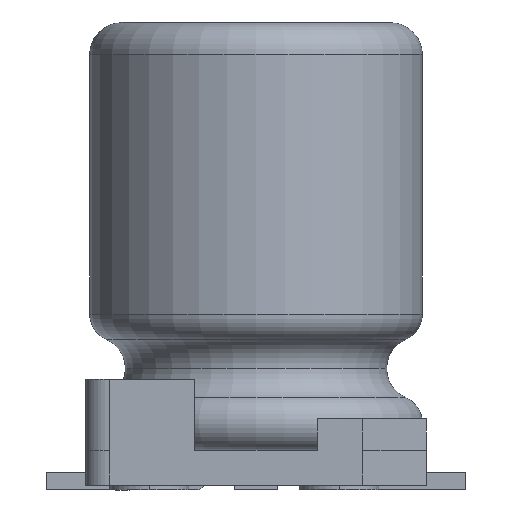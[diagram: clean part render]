
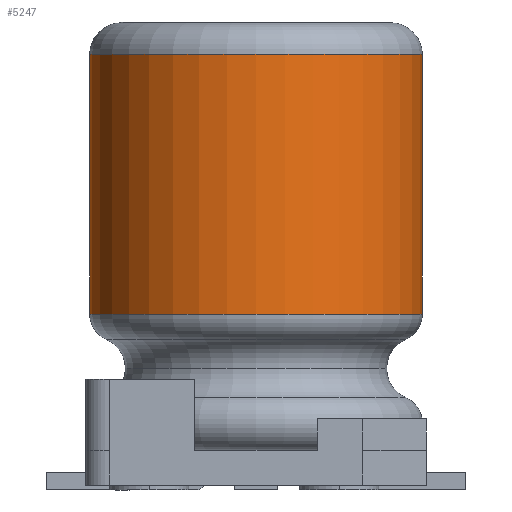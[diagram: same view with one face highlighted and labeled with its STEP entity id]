
A CAD part, front view. The second image highlights one B-rep face of the part: STEP entity #5247.
In plain terms, the highlighted cylindrical face has radius 2.1 mm (diameter 4.2 mm), a partial arc.
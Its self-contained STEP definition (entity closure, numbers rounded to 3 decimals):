
#537 = DIRECTION ( 'NONE',  ( 0., 0., 1. ) ) ;
#776 = VERTEX_POINT ( 'NONE', #12663 ) ;
#1536 = ORIENTED_EDGE ( 'NONE', *, *, #11886, .F. ) ;
#1622 = EDGE_CURVE ( 'NONE', #10770, #13516, #1717, .T. ) ;
#1717 = CIRCLE ( 'NONE', #2864, 2.1 ) ;
#2469 = VECTOR ( 'NONE', #7947, 1000. ) ;
#2691 = CYLINDRICAL_SURFACE ( 'NONE', #11174, 2.1 ) ;
#2776 = CARTESIAN_POINT ( 'NONE',  ( 0., 0., 0. ) ) ;
#2864 = AXIS2_PLACEMENT_3D ( 'NONE', #5222, #13233, #537 ) ;
#3014 = DIRECTION ( 'NONE',  ( 1., 0., 0. ) ) ;
#3917 = ORIENTED_EDGE ( 'NONE', *, *, #3945, .T. ) ;
#3945 = EDGE_CURVE ( 'NONE', #776, #6951, #6534, .T. ) ;
#4011 = CARTESIAN_POINT ( 'NONE',  ( 0.4, 0., -2.1 ) ) ;
#4212 = EDGE_LOOP ( 'NONE', ( #1536, #4497, #7323, #3917 ) ) ;
#4386 = CARTESIAN_POINT ( 'NONE',  ( 0.4, 0., 0. ) ) ;
#4497 = ORIENTED_EDGE ( 'NONE', *, *, #1622, .T. ) ;
#5073 = DIRECTION ( 'NONE',  ( 0., 0., 1. ) ) ;
#5222 = CARTESIAN_POINT ( 'NONE',  ( 3.679, 0., 0. ) ) ;
#5247 = ADVANCED_FACE ( 'NONE', ( #6549 ), #2691, .T. ) ;
#6466 = CARTESIAN_POINT ( 'NONE',  ( 3.679, 0., -2.1 ) ) ;
#6534 = CIRCLE ( 'NONE', #10732, 2.1 ) ;
#6549 = FACE_OUTER_BOUND ( 'NONE', #4212, .T. ) ;
#6906 = DIRECTION ( 'NONE',  ( -1., 0., 0. ) ) ;
#6951 = VERTEX_POINT ( 'NONE', #4011 ) ;
#7323 = ORIENTED_EDGE ( 'NONE', *, *, #7733, .T. ) ;
#7575 = DIRECTION ( 'NONE',  ( -1., 0., 0. ) ) ;
#7733 = EDGE_CURVE ( 'NONE', #13516, #776, #8654, .T. ) ;
#7947 = DIRECTION ( 'NONE',  ( -1., 0., 0. ) ) ;
#8079 = CARTESIAN_POINT ( 'NONE',  ( 0., 0., 2.1 ) ) ;
#8654 = LINE ( 'NONE', #8079, #2469 ) ;
#9064 = CARTESIAN_POINT ( 'NONE',  ( 0., 0., -2.1 ) ) ;
#10232 = CARTESIAN_POINT ( 'NONE',  ( 3.679, 0., 2.1 ) ) ;
#10732 = AXIS2_PLACEMENT_3D ( 'NONE', #4386, #3014, #14841 ) ;
#10770 = VERTEX_POINT ( 'NONE', #6466 ) ;
#11174 = AXIS2_PLACEMENT_3D ( 'NONE', #2776, #7575, #5073 ) ;
#11370 = LINE ( 'NONE', #9064, #12092 ) ;
#11886 = EDGE_CURVE ( 'NONE', #10770, #6951, #11370, .T. ) ;
#12092 = VECTOR ( 'NONE', #6906, 1000. ) ;
#12663 = CARTESIAN_POINT ( 'NONE',  ( 0.4, 0., 2.1 ) ) ;
#13233 = DIRECTION ( 'NONE',  ( -1., 0., 0. ) ) ;
#13516 = VERTEX_POINT ( 'NONE', #10232 ) ;
#14841 = DIRECTION ( 'NONE',  ( 0., 0., -1. ) ) ;
